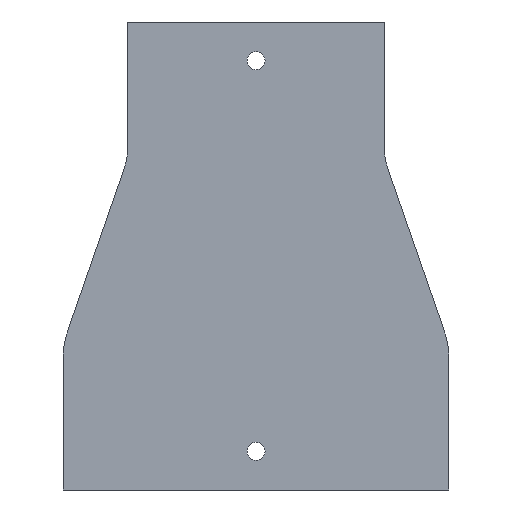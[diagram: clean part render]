
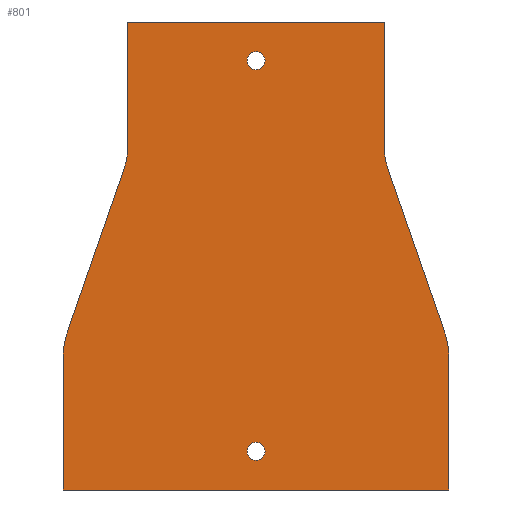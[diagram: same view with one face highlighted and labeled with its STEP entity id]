
A CAD part, front view. The second image highlights one B-rep face of the part: STEP entity #801.
In plain terms, the highlighted planar face has unit normal (0, -1, 0).
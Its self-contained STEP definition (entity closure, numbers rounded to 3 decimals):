
#13 = CARTESIAN_POINT ( 'NONE',  ( 75., 0., -130.373 ) ) ;
#19 = DIRECTION ( 'NONE',  ( 0., 0., -1. ) ) ;
#24 = CARTESIAN_POINT ( 'NONE',  ( -75., 0., -182. ) ) ;
#25 = DIRECTION ( 'NONE',  ( -1., 0., 0. ) ) ;
#51 = DIRECTION ( 'NONE',  ( 0., 0., 1. ) ) ;
#54 = CARTESIAN_POINT ( 'NONE',  ( -75., 0., -130.373 ) ) ;
#62 = DIRECTION ( 'NONE',  ( 0.328, 0., 0.945 ) ) ;
#63 = CARTESIAN_POINT ( 'NONE',  ( -45., 0., -130.373 ) ) ;
#64 = DIRECTION ( 'NONE',  ( 0., 1., 0. ) ) ;
#65 = DIRECTION ( 'NONE',  ( 0., 0., 1. ) ) ;
#66 = CARTESIAN_POINT ( 'NONE',  ( -51.107, 0., -56.5 ) ) ;
#74 = CARTESIAN_POINT ( 'NONE',  ( -70., 0., -49.94 ) ) ;
#75 = DIRECTION ( 'NONE',  ( 0., -1., 0. ) ) ;
#76 = DIRECTION ( 'NONE',  ( 0., 0., 1. ) ) ;
#82 = CARTESIAN_POINT ( 'NONE',  ( 0., 0., -167. ) ) ;
#83 = DIRECTION ( 'NONE',  ( 0., -1., 0. ) ) ;
#84 = DIRECTION ( 'NONE',  ( 0., 0., -1. ) ) ;
#86 = CARTESIAN_POINT ( 'NONE',  ( 0., 0., -15. ) ) ;
#87 = DIRECTION ( 'NONE',  ( 0., -1., 0. ) ) ;
#88 = DIRECTION ( 'NONE',  ( 0., 0., -1. ) ) ;
#226 = AXIS2_PLACEMENT_3D ( 'NONE', #63, #64, #65 ) ;
#228 = AXIS2_PLACEMENT_3D ( 'NONE', #74, #75, #76 ) ;
#230 = AXIS2_PLACEMENT_3D ( 'NONE', #82, #83, #84 ) ;
#231 = AXIS2_PLACEMENT_3D ( 'NONE', #86, #87, #88 ) ;
#395 = ORIENTED_EDGE ( 'NONE', *, *, #1163, .F. ) ;
#396 = ORIENTED_EDGE ( 'NONE', *, *, #1164, .F. ) ;
#397 = ORIENTED_EDGE ( 'NONE', *, *, #1152, .F. ) ;
#398 = ORIENTED_EDGE ( 'NONE', *, *, #1138, .F. ) ;
#399 = ORIENTED_EDGE ( 'NONE', *, *, #1135, .F. ) ;
#400 = ORIENTED_EDGE ( 'NONE', *, *, #1124, .F. ) ;
#401 = ORIENTED_EDGE ( 'NONE', *, *, #1121, .F. ) ;
#402 = ORIENTED_EDGE ( 'NONE', *, *, #1118, .F. ) ;
#403 = ORIENTED_EDGE ( 'NONE', *, *, #1115, .F. ) ;
#404 = ORIENTED_EDGE ( 'NONE', *, *, #1855, .F. ) ;
#405 = ORIENTED_EDGE ( 'NONE', *, *, #1104, .F. ) ;
#406 = ORIENTED_EDGE ( 'NONE', *, *, #1161, .F. ) ;
#407 = ORIENTED_EDGE ( 'NONE', *, *, #1158, .F. ) ;
#408 = ORIENTED_EDGE ( 'NONE', *, *, #1155, .F. ) ;
#509 = EDGE_LOOP ( 'NONE', ( #396 ) ) ;
#531 = EDGE_LOOP ( 'NONE', ( #397, #398, #399, #400, #401, #402, #403, #404, #405, #406, #407, #408 ) ) ;
#554 = EDGE_LOOP ( 'NONE', ( #395 ) ) ;
#801 = ADVANCED_FACE ( 'NONE', ( #1058, #1061, #1059 ), #1717, .F. ) ;
#839 = VERTEX_POINT ( 'NONE', #1670 ) ;
#872 = VERTEX_POINT ( 'NONE', #1624 ) ;
#874 = VERTEX_POINT ( 'NONE', #1636 ) ;
#878 = VERTEX_POINT ( 'NONE', #1726 ) ;
#886 = VERTEX_POINT ( 'NONE', #1695 ) ;
#892 = VERTEX_POINT ( 'NONE', #1710 ) ;
#902 = VERTEX_POINT ( 'NONE', #1690 ) ;
#905 = VERTEX_POINT ( 'NONE', #1907 ) ;
#911 = VERTEX_POINT ( 'NONE', #1896 ) ;
#912 = VERTEX_POINT ( 'NONE', #1894 ) ;
#916 = VERTEX_POINT ( 'NONE', #1931 ) ;
#933 = VERTEX_POINT ( 'NONE', #1873 ) ;
#1058 = FACE_BOUND ( 'NONE', #554, .T. ) ;
#1059 = FACE_OUTER_BOUND ( 'NONE', #531, .T. ) ;
#1061 = FACE_BOUND ( 'NONE', #509, .T. ) ;
#1065 = LINE ( 'NONE', #1921, #1320 ) ;
#1076 = LINE ( 'NONE', #1904, #1081 ) ;
#1081 = VECTOR ( 'NONE', #1938, 1000. ) ;
#1104 = EDGE_CURVE ( 'NONE', #839, #912, #1076, .T. ) ;
#1115 = EDGE_CURVE ( 'NONE', #916, #933, #1065, .T. ) ;
#1118 = EDGE_CURVE ( 'NONE', #933, #902, #1324, .T. ) ;
#1121 = EDGE_CURVE ( 'NONE', #902, #911, #1330, .T. ) ;
#1124 = EDGE_CURVE ( 'NONE', #911, #905, #1335, .T. ) ;
#1135 = EDGE_CURVE ( 'NONE', #905, #892, #1350, .T. ) ;
#1138 = EDGE_CURVE ( 'NONE', #892, #886, #1357, .T. ) ;
#1152 = EDGE_CURVE ( 'NONE', #886, #878, #1380, .T. ) ;
#1155 = EDGE_CURVE ( 'NONE', #878, #872, #1387, .T. ) ;
#1158 = EDGE_CURVE ( 'NONE', #872, #874, #1392, .T. ) ;
#1161 = EDGE_CURVE ( 'NONE', #874, #839, #1397, .T. ) ;
#1163 = EDGE_CURVE ( 'NONE', #1576, #1576, #1400, .T. ) ;
#1164 = EDGE_CURVE ( 'NONE', #1577, #1577, #1403, .T. ) ;
#1304 = AXIS2_PLACEMENT_3D ( 'NONE', #1724, #1703, #1748 ) ;
#1315 = AXIS2_PLACEMENT_3D ( 'NONE', #1871, #1872, #1874 ) ;
#1317 = AXIS2_PLACEMENT_3D ( 'NONE', #1890, #1868, #1891 ) ;
#1320 = VECTOR ( 'NONE', #1929, 1000. ) ;
#1324 = CIRCLE ( 'NONE', #1315, 20. ) ;
#1330 = LINE ( 'NONE', #1877, #1332 ) ;
#1332 = VECTOR ( 'NONE', #1937, 1000. ) ;
#1335 = CIRCLE ( 'NONE', #1317, 30. ) ;
#1350 = LINE ( 'NONE', #13, #1354 ) ;
#1354 = VECTOR ( 'NONE', #19, 1000. ) ;
#1357 = LINE ( 'NONE', #24, #1360 ) ;
#1360 = VECTOR ( 'NONE', #25, 1000. ) ;
#1380 = LINE ( 'NONE', #54, #1384 ) ;
#1384 = VECTOR ( 'NONE', #51, 1000. ) ;
#1387 = CIRCLE ( 'NONE', #226, 30. ) ;
#1392 = LINE ( 'NONE', #66, #1394 ) ;
#1394 = VECTOR ( 'NONE', #62, 1000. ) ;
#1397 = CIRCLE ( 'NONE', #228, 20. ) ;
#1400 = CIRCLE ( 'NONE', #230, 3.5 ) ;
#1403 = CIRCLE ( 'NONE', #231, 3.5 ) ;
#1562 = LINE ( 'NONE', #2050, #1564 ) ;
#1564 = VECTOR ( 'NONE', #2039, 1000. ) ;
#1576 = VERTEX_POINT ( 'NONE', #2067 ) ;
#1577 = VERTEX_POINT ( 'NONE', #2077 ) ;
#1624 = CARTESIAN_POINT ( 'NONE',  ( -73.34, 0., -120.533 ) ) ;
#1636 = CARTESIAN_POINT ( 'NONE',  ( -51.107, 0., -56.5 ) ) ;
#1670 = CARTESIAN_POINT ( 'NONE',  ( -50., 0., -49.94 ) ) ;
#1690 = CARTESIAN_POINT ( 'NONE',  ( 51.107, 0., -56.5 ) ) ;
#1695 = CARTESIAN_POINT ( 'NONE',  ( -75., 0., -182. ) ) ;
#1703 = DIRECTION ( 'NONE',  ( 0., 1., 0. ) ) ;
#1710 = CARTESIAN_POINT ( 'NONE',  ( 75., 0., -182. ) ) ;
#1717 = PLANE ( 'NONE',  #1304 ) ;
#1724 = CARTESIAN_POINT ( 'NONE',  ( -70., 0., -49.94 ) ) ;
#1726 = CARTESIAN_POINT ( 'NONE',  ( -75., 0., -130.373 ) ) ;
#1748 = DIRECTION ( 'NONE',  ( 0., 0., 1. ) ) ;
#1855 = EDGE_CURVE ( 'NONE', #912, #916, #1562, .T. ) ;
#1868 = DIRECTION ( 'NONE',  ( 0., 1., 0. ) ) ;
#1871 = CARTESIAN_POINT ( 'NONE',  ( 70., 0., -49.94 ) ) ;
#1872 = DIRECTION ( 'NONE',  ( 0., -1., 0. ) ) ;
#1873 = CARTESIAN_POINT ( 'NONE',  ( 50., 0., -49.94 ) ) ;
#1874 = DIRECTION ( 'NONE',  ( 0., 0., -1. ) ) ;
#1877 = CARTESIAN_POINT ( 'NONE',  ( 51.107, 0., -56.5 ) ) ;
#1890 = CARTESIAN_POINT ( 'NONE',  ( 45., 0., -130.373 ) ) ;
#1891 = DIRECTION ( 'NONE',  ( 0., 0., -1. ) ) ;
#1894 = CARTESIAN_POINT ( 'NONE',  ( -50., 0., 0. ) ) ;
#1896 = CARTESIAN_POINT ( 'NONE',  ( 73.34, 0., -120.533 ) ) ;
#1904 = CARTESIAN_POINT ( 'NONE',  ( -50., 0., 0. ) ) ;
#1907 = CARTESIAN_POINT ( 'NONE',  ( 75., 0., -130.373 ) ) ;
#1921 = CARTESIAN_POINT ( 'NONE',  ( 50., 0., 0. ) ) ;
#1929 = DIRECTION ( 'NONE',  ( 0., 0., -1. ) ) ;
#1931 = CARTESIAN_POINT ( 'NONE',  ( 50., 0., 0. ) ) ;
#1937 = DIRECTION ( 'NONE',  ( 0.328, 0., -0.945 ) ) ;
#1938 = DIRECTION ( 'NONE',  ( 0., 0., 1. ) ) ;
#2039 = DIRECTION ( 'NONE',  ( 1., 0., 0. ) ) ;
#2050 = CARTESIAN_POINT ( 'NONE',  ( -50., 0., 0. ) ) ;
#2067 = CARTESIAN_POINT ( 'NONE',  ( 0., 0., -170.5 ) ) ;
#2077 = CARTESIAN_POINT ( 'NONE',  ( 0., 0., -18.5 ) ) ;
